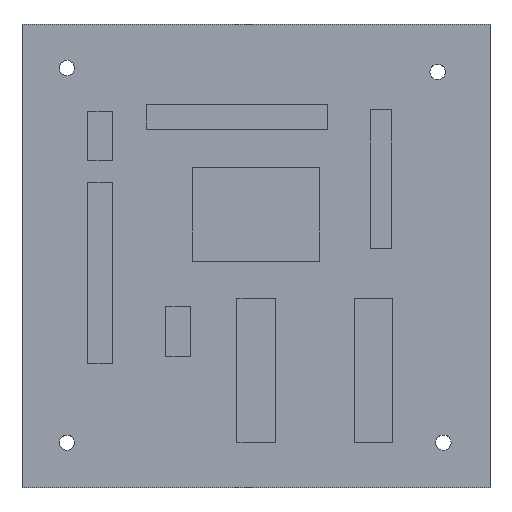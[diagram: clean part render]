
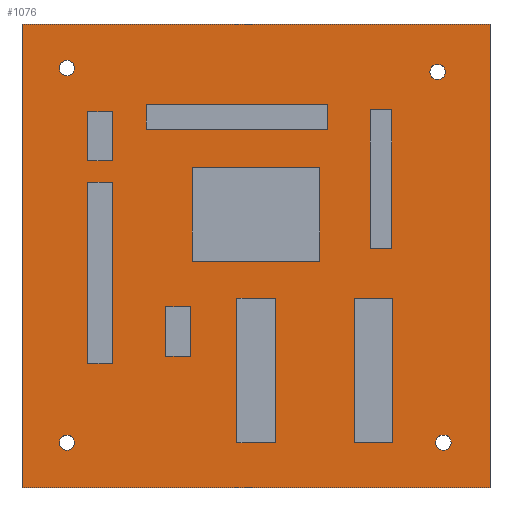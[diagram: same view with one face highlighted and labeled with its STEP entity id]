
A CAD part, top view. The second image highlights one B-rep face of the part: STEP entity #1076.
In plain terms, the highlighted planar face has unit normal (0, 0, 1).
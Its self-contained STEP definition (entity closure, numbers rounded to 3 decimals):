
#82=FACE_BOUND('',#231,.T.);
#83=FACE_BOUND('',#232,.T.);
#84=FACE_BOUND('',#233,.T.);
#85=FACE_BOUND('',#234,.T.);
#86=FACE_BOUND('',#235,.T.);
#87=FACE_BOUND('',#236,.T.);
#88=FACE_BOUND('',#237,.T.);
#89=FACE_BOUND('',#238,.T.);
#90=FACE_BOUND('',#239,.T.);
#91=FACE_BOUND('',#240,.T.);
#114=PLANE('',#1237);
#172=FACE_OUTER_BOUND('',#230,.T.);
#230=EDGE_LOOP('',(#864,#865,#866,#867));
#231=EDGE_LOOP('',(#868));
#232=EDGE_LOOP('',(#869));
#233=EDGE_LOOP('',(#870));
#234=EDGE_LOOP('',(#871));
#235=EDGE_LOOP('',(#872));
#236=EDGE_LOOP('',(#873));
#237=EDGE_LOOP('',(#874,#875,#876,#877));
#238=EDGE_LOOP('',(#878,#879,#880,#881));
#239=EDGE_LOOP('',(#882,#883,#884,#885));
#240=EDGE_LOOP('',(#886,#887,#888,#889));
#290=LINE('',#1651,#400);
#294=LINE('',#1663,#404);
#298=LINE('',#1675,#408);
#302=LINE('',#1687,#412);
#306=LINE('',#1699,#416);
#310=LINE('',#1711,#420);
#314=LINE('',#1723,#424);
#318=LINE('',#1735,#428);
#322=LINE('',#1747,#432);
#325=LINE('',#1753,#435);
#328=LINE('',#1759,#438);
#331=LINE('',#1763,#441);
#400=VECTOR('',#1336,10.);
#404=VECTOR('',#1348,10.);
#408=VECTOR('',#1360,10.);
#412=VECTOR('',#1372,10.);
#416=VECTOR('',#1384,10.);
#420=VECTOR('',#1396,10.);
#424=VECTOR('',#1408,10.);
#428=VECTOR('',#1420,10.);
#432=VECTOR('',#1432,10.);
#435=VECTOR('',#1437,10.);
#438=VECTOR('',#1442,10.);
#441=VECTOR('',#1447,10.);
#503=CIRCLE('',#1185,0.559);
#505=CIRCLE('',#1188,0.457);
#507=CIRCLE('',#1191,0.559);
#509=CIRCLE('',#1194,0.457);
#511=CIRCLE('',#1197,0.559);
#513=CIRCLE('',#1200,0.559);
#515=CIRCLE('',#1204,0.501);
#517=CIRCLE('',#1208,0.501);
#519=CIRCLE('',#1212,0.501);
#521=CIRCLE('',#1216,0.501);
#523=CIRCLE('',#1220,0.501);
#525=CIRCLE('',#1224,0.501);
#527=CIRCLE('',#1228,0.501);
#529=CIRCLE('',#1232,0.501);
#531=VERTEX_POINT('',#1611);
#533=VERTEX_POINT('',#1617);
#535=VERTEX_POINT('',#1623);
#537=VERTEX_POINT('',#1629);
#539=VERTEX_POINT('',#1635);
#541=VERTEX_POINT('',#1641);
#544=VERTEX_POINT('',#1648);
#545=VERTEX_POINT('',#1650);
#547=VERTEX_POINT('',#1656);
#549=VERTEX_POINT('',#1662);
#552=VERTEX_POINT('',#1672);
#553=VERTEX_POINT('',#1674);
#555=VERTEX_POINT('',#1680);
#557=VERTEX_POINT('',#1686);
#560=VERTEX_POINT('',#1696);
#561=VERTEX_POINT('',#1698);
#563=VERTEX_POINT('',#1704);
#565=VERTEX_POINT('',#1710);
#568=VERTEX_POINT('',#1720);
#569=VERTEX_POINT('',#1722);
#571=VERTEX_POINT('',#1728);
#573=VERTEX_POINT('',#1734);
#576=VERTEX_POINT('',#1744);
#577=VERTEX_POINT('',#1746);
#579=VERTEX_POINT('',#1752);
#581=VERTEX_POINT('',#1758);
#624=EDGE_CURVE('',#531,#531,#503,.T.);
#627=EDGE_CURVE('',#533,#533,#505,.T.);
#630=EDGE_CURVE('',#535,#535,#507,.T.);
#633=EDGE_CURVE('',#537,#537,#509,.T.);
#636=EDGE_CURVE('',#539,#539,#511,.T.);
#639=EDGE_CURVE('',#541,#541,#513,.T.);
#642=EDGE_CURVE('',#545,#544,#290,.T.);
#645=EDGE_CURVE('',#547,#545,#515,.T.);
#648=EDGE_CURVE('',#549,#547,#294,.T.);
#651=EDGE_CURVE('',#544,#549,#517,.T.);
#654=EDGE_CURVE('',#553,#552,#298,.T.);
#657=EDGE_CURVE('',#555,#553,#519,.T.);
#660=EDGE_CURVE('',#557,#555,#302,.T.);
#663=EDGE_CURVE('',#552,#557,#521,.T.);
#666=EDGE_CURVE('',#561,#560,#306,.T.);
#669=EDGE_CURVE('',#563,#561,#523,.T.);
#672=EDGE_CURVE('',#565,#563,#310,.T.);
#675=EDGE_CURVE('',#560,#565,#525,.T.);
#678=EDGE_CURVE('',#569,#568,#314,.T.);
#681=EDGE_CURVE('',#571,#569,#527,.T.);
#684=EDGE_CURVE('',#573,#571,#318,.T.);
#687=EDGE_CURVE('',#568,#573,#529,.T.);
#690=EDGE_CURVE('',#577,#576,#322,.T.);
#693=EDGE_CURVE('',#579,#577,#325,.T.);
#696=EDGE_CURVE('',#581,#579,#328,.T.);
#699=EDGE_CURVE('',#576,#581,#331,.T.);
#864=ORIENTED_EDGE('',*,*,#699,.T.);
#865=ORIENTED_EDGE('',*,*,#696,.T.);
#866=ORIENTED_EDGE('',*,*,#693,.T.);
#867=ORIENTED_EDGE('',*,*,#690,.T.);
#868=ORIENTED_EDGE('',*,*,#624,.T.);
#869=ORIENTED_EDGE('',*,*,#627,.T.);
#870=ORIENTED_EDGE('',*,*,#630,.T.);
#871=ORIENTED_EDGE('',*,*,#633,.T.);
#872=ORIENTED_EDGE('',*,*,#636,.T.);
#873=ORIENTED_EDGE('',*,*,#639,.T.);
#874=ORIENTED_EDGE('',*,*,#687,.T.);
#875=ORIENTED_EDGE('',*,*,#684,.T.);
#876=ORIENTED_EDGE('',*,*,#681,.T.);
#877=ORIENTED_EDGE('',*,*,#678,.T.);
#878=ORIENTED_EDGE('',*,*,#675,.T.);
#879=ORIENTED_EDGE('',*,*,#672,.T.);
#880=ORIENTED_EDGE('',*,*,#669,.T.);
#881=ORIENTED_EDGE('',*,*,#666,.T.);
#882=ORIENTED_EDGE('',*,*,#663,.T.);
#883=ORIENTED_EDGE('',*,*,#660,.T.);
#884=ORIENTED_EDGE('',*,*,#657,.T.);
#885=ORIENTED_EDGE('',*,*,#654,.T.);
#886=ORIENTED_EDGE('',*,*,#651,.T.);
#887=ORIENTED_EDGE('',*,*,#648,.T.);
#888=ORIENTED_EDGE('',*,*,#645,.T.);
#889=ORIENTED_EDGE('',*,*,#642,.T.);
#1076=ADVANCED_FACE('',(#172,#82,#83,#84,#85,#86,#87,#88,#89,#90,#91),#114,
 .T.);
#1185=AXIS2_PLACEMENT_3D('',#1613,#1295,#1296);
#1188=AXIS2_PLACEMENT_3D('',#1619,#1302,#1303);
#1191=AXIS2_PLACEMENT_3D('',#1625,#1309,#1310);
#1194=AXIS2_PLACEMENT_3D('',#1631,#1316,#1317);
#1197=AXIS2_PLACEMENT_3D('',#1637,#1323,#1324);
#1200=AXIS2_PLACEMENT_3D('',#1643,#1330,#1331);
#1204=AXIS2_PLACEMENT_3D('',#1657,#1342,#1343);
#1208=AXIS2_PLACEMENT_3D('',#1667,#1354,#1355);
#1212=AXIS2_PLACEMENT_3D('',#1681,#1366,#1367);
#1216=AXIS2_PLACEMENT_3D('',#1691,#1378,#1379);
#1220=AXIS2_PLACEMENT_3D('',#1705,#1390,#1391);
#1224=AXIS2_PLACEMENT_3D('',#1715,#1402,#1403);
#1228=AXIS2_PLACEMENT_3D('',#1729,#1414,#1415);
#1232=AXIS2_PLACEMENT_3D('',#1739,#1426,#1427);
#1237=AXIS2_PLACEMENT_3D('',#1764,#1448,#1449);
#1295=DIRECTION('center_axis',(0.,0.,-1.));
#1296=DIRECTION('ref_axis',(1.,0.,0.));
#1302=DIRECTION('center_axis',(0.,0.,-1.));
#1303=DIRECTION('ref_axis',(1.,0.,0.));
#1309=DIRECTION('center_axis',(0.,0.,-1.));
#1310=DIRECTION('ref_axis',(1.,0.,0.));
#1316=DIRECTION('center_axis',(0.,0.,-1.));
#1317=DIRECTION('ref_axis',(1.,0.,0.));
#1323=DIRECTION('center_axis',(0.,0.,-1.));
#1324=DIRECTION('ref_axis',(1.,0.,0.));
#1330=DIRECTION('center_axis',(0.,0.,-1.));
#1331=DIRECTION('ref_axis',(1.,0.,0.));
#1336=DIRECTION('',(0.,-1.,0.));
#1342=DIRECTION('center_axis',(0.,0.,-1.));
#1343=DIRECTION('ref_axis',(0.998,0.056,0.));
#1348=DIRECTION('',(0.,1.,0.));
#1354=DIRECTION('center_axis',(0.,0.,-1.));
#1355=DIRECTION('ref_axis',(-0.998,-0.056,0.));
#1360=DIRECTION('',(0.,-1.,0.));
#1366=DIRECTION('center_axis',(0.,0.,-1.));
#1367=DIRECTION('ref_axis',(0.998,0.056,0.));
#1372=DIRECTION('',(0.,1.,0.));
#1378=DIRECTION('center_axis',(0.,0.,-1.));
#1379=DIRECTION('ref_axis',(-0.998,-0.056,0.));
#1384=DIRECTION('',(0.,-1.,0.));
#1390=DIRECTION('center_axis',(0.,0.,-1.));
#1391=DIRECTION('ref_axis',(0.998,0.056,0.));
#1396=DIRECTION('',(0.,1.,0.));
#1402=DIRECTION('center_axis',(0.,0.,-1.));
#1403=DIRECTION('ref_axis',(-0.998,-0.056,0.));
#1408=DIRECTION('',(0.,-1.,0.));
#1414=DIRECTION('center_axis',(0.,0.,-1.));
#1415=DIRECTION('ref_axis',(0.998,0.056,0.));
#1420=DIRECTION('',(0.,1.,0.));
#1426=DIRECTION('center_axis',(0.,0.,-1.));
#1427=DIRECTION('ref_axis',(-0.998,-0.056,0.));
#1432=DIRECTION('',(-1.,0.,0.));
#1437=DIRECTION('',(0.,1.,0.));
#1442=DIRECTION('',(1.,0.,0.));
#1447=DIRECTION('',(0.,-1.,0.));
#1448=DIRECTION('center_axis',(0.,0.,1.));
#1449=DIRECTION('ref_axis',(1.,0.,0.));
#1611=CARTESIAN_POINT('',(8.331,24.13,1.57));
#1613=CARTESIAN_POINT('Origin',(8.89,24.13,1.57));
#1617=CARTESIAN_POINT('',(22.911,23.876,1.57));
#1619=CARTESIAN_POINT('Origin',(23.368,23.876,1.57));
#1623=CARTESIAN_POINT('',(4.521,8.89,1.57));
#1625=CARTESIAN_POINT('Origin',(5.08,8.89,1.57));
#1629=CARTESIAN_POINT('',(22.911,16.256,1.57));
#1631=CARTESIAN_POINT('Origin',(23.368,16.256,1.57));
#1635=CARTESIAN_POINT('',(18.491,24.13,1.57));
#1637=CARTESIAN_POINT('Origin',(19.05,24.13,1.57));
#1641=CARTESIAN_POINT('',(4.521,19.05,1.57));
#1643=CARTESIAN_POINT('Origin',(5.08,19.05,1.57));
#1648=CARTESIAN_POINT('',(27.551,27.023,1.57));
#1650=CARTESIAN_POINT('',(27.551,27.079,1.57));
#1651=CARTESIAN_POINT('',(27.551,27.079,1.57));
#1656=CARTESIAN_POINT('',(26.551,27.079,1.57));
#1657=CARTESIAN_POINT('Origin',(27.051,27.051,1.57));
#1662=CARTESIAN_POINT('',(26.551,27.023,1.57));
#1663=CARTESIAN_POINT('',(26.551,27.023,1.57));
#1667=CARTESIAN_POINT('Origin',(27.051,27.051,1.57));
#1672=CARTESIAN_POINT('',(3.421,2.893,1.57));
#1674=CARTESIAN_POINT('',(3.421,2.949,1.57));
#1675=CARTESIAN_POINT('',(3.421,2.949,1.57));
#1680=CARTESIAN_POINT('',(2.421,2.949,1.57));
#1681=CARTESIAN_POINT('Origin',(2.921,2.921,1.57));
#1686=CARTESIAN_POINT('',(2.421,2.893,1.57));
#1687=CARTESIAN_POINT('',(2.421,2.893,1.57));
#1691=CARTESIAN_POINT('Origin',(2.921,2.921,1.57));
#1696=CARTESIAN_POINT('',(27.932,2.893,1.57));
#1698=CARTESIAN_POINT('',(27.932,2.949,1.57));
#1699=CARTESIAN_POINT('',(27.932,2.949,1.57));
#1704=CARTESIAN_POINT('',(26.932,2.949,1.57));
#1705=CARTESIAN_POINT('Origin',(27.432,2.921,1.57));
#1710=CARTESIAN_POINT('',(26.932,2.893,1.57));
#1711=CARTESIAN_POINT('',(26.932,2.893,1.57));
#1715=CARTESIAN_POINT('Origin',(27.432,2.921,1.57));
#1720=CARTESIAN_POINT('',(3.421,27.277,1.57));
#1722=CARTESIAN_POINT('',(3.421,27.333,1.57));
#1723=CARTESIAN_POINT('',(3.421,27.333,1.57));
#1728=CARTESIAN_POINT('',(2.421,27.333,1.57));
#1729=CARTESIAN_POINT('Origin',(2.921,27.305,1.57));
#1734=CARTESIAN_POINT('',(2.421,27.277,1.57));
#1735=CARTESIAN_POINT('',(2.421,27.277,1.57));
#1739=CARTESIAN_POINT('Origin',(2.921,27.305,1.57));
#1744=CARTESIAN_POINT('',(0.,30.15,1.57));
#1746=CARTESIAN_POINT('',(30.46,30.15,1.57));
#1747=CARTESIAN_POINT('',(30.46,30.15,1.57));
#1752=CARTESIAN_POINT('',(30.46,0.,1.57));
#1753=CARTESIAN_POINT('',(30.46,0.,1.57));
#1758=CARTESIAN_POINT('',(0.,0.,1.57));
#1759=CARTESIAN_POINT('',(0.,0.,1.57));
#1763=CARTESIAN_POINT('',(0.,30.15,1.57));
#1764=CARTESIAN_POINT('Origin',(15.23,15.075,1.57));
